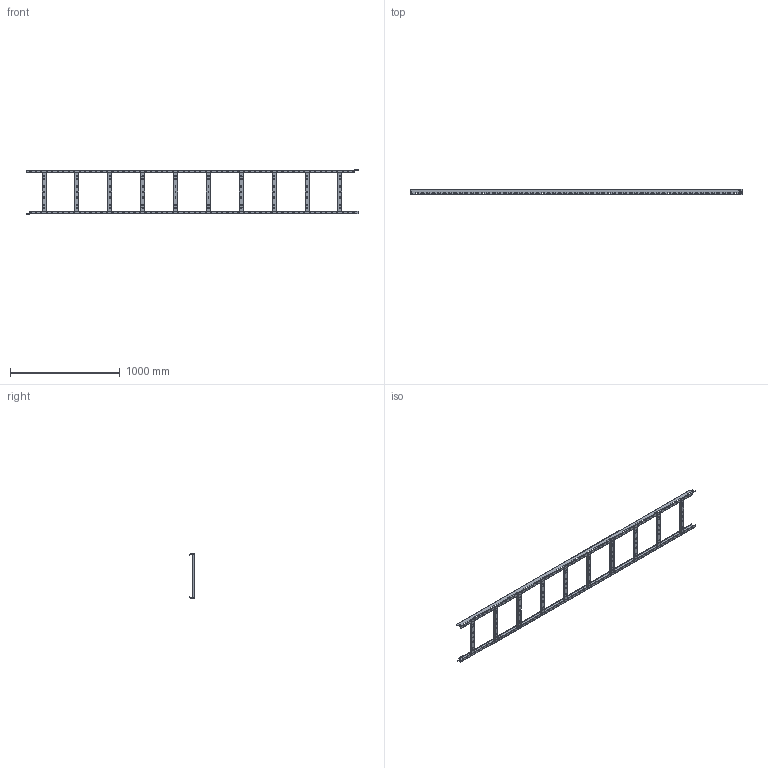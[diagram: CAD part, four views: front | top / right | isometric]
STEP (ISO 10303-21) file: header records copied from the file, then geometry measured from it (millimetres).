
FILE_DESCRIPTION (( 'STEP AP203' ), '1' );
FILE_NAME ('LLK1-050-400 Ëîòîê ëåñòíè÷íûé 50õ400õ3000, 1,2 ìì.STEP', '2016-02-11T12:00:05', ( '' ), ( '' ), 'SwSTEP 2.0', 'SolidWorks 2014', '' );
FILE_SCHEMA (( 'CONFIG_CONTROL_DESIGN' ));
Length unit declared in the file: millimetre
Products named in the file (1): LLK1-050-400 Ëîòîê ëåñòíè÷íûé 50õ400õ3000, 1,2 ìì
Bounding box: 3030 x 50 x 402.4 mm (x, y, z)
Volume: 947751.6 mm3; surface area: 1464074.9 mm2
Topology: 1 solids, 1 shells, 1404 faces, 4258 edges, 2838 vertices
Faces by surface type: plane 772, cylinder 632
Entity records: 49327 total; most frequent: ORIENTED_EDGE 8516, CARTESIAN_POINT 8501, DIRECTION 8332, EDGE_CURVE 4258, LINE 2994, VECTOR 2994, VERTEX_POINT 2838, AXIS2_PLACEMENT_3D 2669
